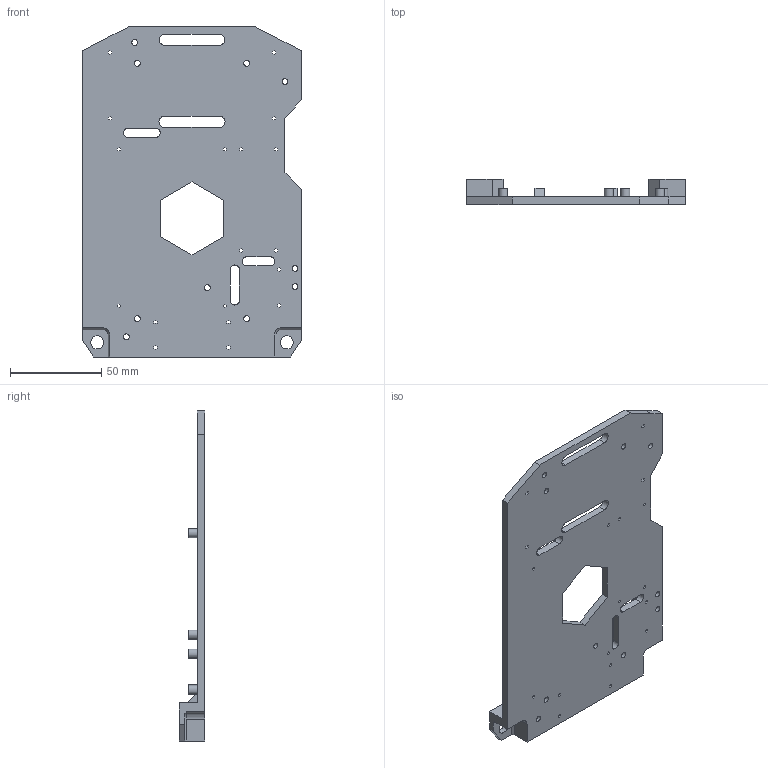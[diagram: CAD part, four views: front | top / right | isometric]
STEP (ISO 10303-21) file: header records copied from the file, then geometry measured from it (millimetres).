
FILE_DESCRIPTION(/* description */ (''),/* implementation_level */ '2;1');
FILE_NAME(/* name */ 'jetracer_tamiya_tt02_base_board.step',/* time_stamp */ '2019-10-07T15:44:00-07:00',/* author */ (''),/* organization */ (''),/* preprocessor_version */ 'ST-DEVELOPER v18',/* originating_system */ 'Autodesk Translation Framework v8.6.0.1094',/* authorisation */ '');
FILE_SCHEMA (('AUTOMOTIVE_DESIGN { 1 0 10303 214 3 1 1 }'));
Length unit declared in the file: millimetre
Products named in the file (1): TT02
Bounding box: 120 x 14 x 181 mm (x, y, z)
Volume: 80985.4 mm3; surface area: 46367.7 mm2
Topology: 1 solids, 1 shells, 310 faces, 860 edges, 572 vertices
Faces by surface type: plane 196, bspline 78, cylinder 34, cone 2
Full cylindrical faces by diameter (mm): 3.2 x10, 5 x10, 7.2 x2
Entity records: 10717 total; most frequent: CARTESIAN_POINT 3069, ORIENTED_EDGE 1720, DIRECTION 1242, EDGE_CURVE 860, LINE 632, VECTOR 632, VERTEX_POINT 572, EDGE_LOOP 402
